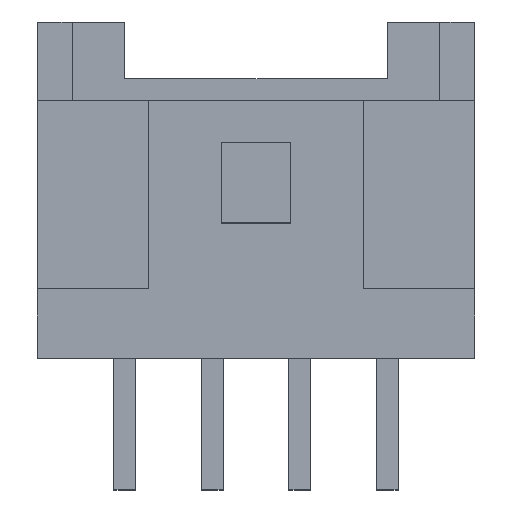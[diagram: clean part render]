
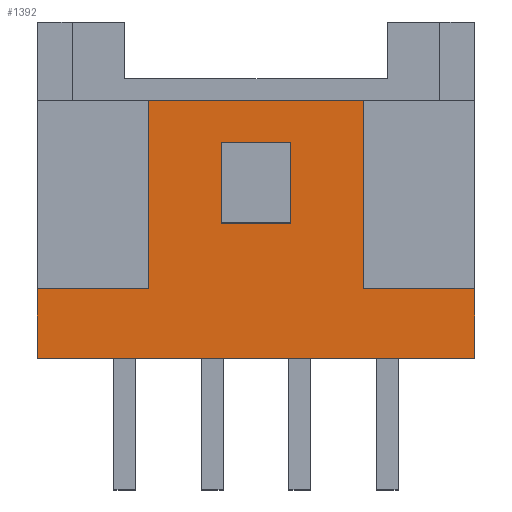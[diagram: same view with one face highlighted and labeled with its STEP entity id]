
A CAD part, top view. The second image highlights one B-rep face of the part: STEP entity #1392.
In plain terms, the highlighted planar face has unit normal (0, 0, 1).
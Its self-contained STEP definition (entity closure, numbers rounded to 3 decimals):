
#429 = DIRECTION ( 'NONE',  ( 0., -1., 0. ) ) ;
#430 = VECTOR ( 'NONE', #429, 1000. ) ;
#447 = CARTESIAN_POINT ( 'NONE',  ( 5., -2.25, 2. ) ) ;
#448 = LINE ( 'NONE', #447, #430 ) ;
#513 = DIRECTION ( 'NONE',  ( -1., 0., 0. ) ) ;
#514 = VECTOR ( 'NONE', #513, 1000. ) ;
#515 = CARTESIAN_POINT ( 'NONE',  ( 5., -2.25, 2. ) ) ;
#516 = LINE ( 'NONE', #515, #514 ) ;
#538 = CARTESIAN_POINT ( 'NONE',  ( 2.45, 2.05, 2. ) ) ;
#540 = DIRECTION ( 'NONE',  ( -1., 0., 0. ) ) ;
#541 = VECTOR ( 'NONE', #540, 1000. ) ;
#542 = CARTESIAN_POINT ( 'NONE',  ( -2.45, 2.05, 2. ) ) ;
#543 = LINE ( 'NONE', #542, #541 ) ;
#545 = CARTESIAN_POINT ( 'NONE',  ( -2.45, 2.05, 2. ) ) ;
#556 = CARTESIAN_POINT ( 'NONE',  ( 2.45, -2.25, 2. ) ) ;
#572 = CARTESIAN_POINT ( 'NONE',  ( 5., -2.25, 2. ) ) ;
#829 = CARTESIAN_POINT ( 'NONE',  ( -5., -3.85, 2. ) ) ;
#830 = VECTOR ( 'NONE', #831, 1000. ) ;
#831 = DIRECTION ( 'NONE',  ( -1., 0., 0. ) ) ;
#832 = CARTESIAN_POINT ( 'NONE',  ( 5., -3.85, 2. ) ) ;
#833 = LINE ( 'NONE', #832, #830 ) ;
#834 = CARTESIAN_POINT ( 'NONE',  ( 5., -3.85, 2. ) ) ;
#844 = CARTESIAN_POINT ( 'NONE',  ( -5., -2.25, 2. ) ) ;
#845 = DIRECTION ( 'NONE',  ( 0., -1., 0. ) ) ;
#846 = VECTOR ( 'NONE', #845, 1000. ) ;
#847 = CARTESIAN_POINT ( 'NONE',  ( -5., -2.25, 2. ) ) ;
#848 = LINE ( 'NONE', #847, #846 ) ;
#1068 = EDGE_CURVE ( 'NONE', #1148, #1234, #448, .T. ) ;
#1105 = VERTEX_POINT ( 'NONE', #545 ) ;
#1140 = EDGE_CURVE ( 'NONE', #1141, #1105, #543, .T. ) ;
#1141 = VERTEX_POINT ( 'NONE', #538 ) ;
#1145 = VERTEX_POINT ( 'NONE', #556 ) ;
#1147 = EDGE_CURVE ( 'NONE', #1148, #1145, #516, .T. ) ;
#1148 = VERTEX_POINT ( 'NONE', #572 ) ;
#1234 = VERTEX_POINT ( 'NONE', #834 ) ;
#1237 = EDGE_CURVE ( 'NONE', #1234, #1238, #833, .T. ) ;
#1238 = VERTEX_POINT ( 'NONE', #829 ) ;
#1305 = EDGE_CURVE ( 'NONE', #1306, #1238, #848, .T. ) ;
#1306 = VERTEX_POINT ( 'NONE', #844 ) ;
#1362 = VERTEX_POINT ( 'NONE', #2615 ) ;
#1363 = ORIENTED_EDGE ( 'NONE', *, *, #1385, .T. ) ;
#1369 = VERTEX_POINT ( 'NONE', #2609 ) ;
#1371 = EDGE_CURVE ( 'NONE', #1374, #1369, #2608, .T. ) ;
#1372 = EDGE_CURVE ( 'NONE', #1374, #1362, #2604, .T. ) ;
#1373 = ORIENTED_EDGE ( 'NONE', *, *, #1372, .T. ) ;
#1374 = VERTEX_POINT ( 'NONE', #2600 ) ;
#1375 = VERTEX_POINT ( 'NONE', #2599 ) ;
#1376 = ORIENTED_EDGE ( 'NONE', *, *, #1371, .F. ) ;
#1377 = ORIENTED_EDGE ( 'NONE', *, *, #1068, .F. ) ;
#1378 = EDGE_CURVE ( 'NONE', #1369, #1375, #2156, .T. ) ;
#1379 = ORIENTED_EDGE ( 'NONE', *, *, #1378, .F. ) ;
#1380 = EDGE_CURVE ( 'NONE', #1145, #1141, #2269, .T. ) ;
#1381 = ORIENTED_EDGE ( 'NONE', *, *, #1147, .T. ) ;
#1384 = ORIENTED_EDGE ( 'NONE', *, *, #1237, .F. ) ;
#1385 = EDGE_CURVE ( 'NONE', #1362, #1375, #2264, .T. ) ;
#1386 = EDGE_LOOP ( 'NONE', ( #1388, #1384, #1377, #1381, #1389, #1397, #1398, #1404 ) ) ;
#1387 = EDGE_LOOP ( 'NONE', ( #1379, #1376, #1373, #1363 ) ) ;
#1388 = ORIENTED_EDGE ( 'NONE', *, *, #1305, .T. ) ;
#1389 = ORIENTED_EDGE ( 'NONE', *, *, #1380, .T. ) ;
#1392 = ADVANCED_FACE ( 'NONE', ( #2260, #2259 ), #2258, .F. ) ;
#1397 = ORIENTED_EDGE ( 'NONE', *, *, #1140, .T. ) ;
#1398 = ORIENTED_EDGE ( 'NONE', *, *, #1401, .T. ) ;
#1400 = VERTEX_POINT ( 'NONE', #2243 ) ;
#1401 = EDGE_CURVE ( 'NONE', #1105, #1400, #2242, .T. ) ;
#1404 = ORIENTED_EDGE ( 'NONE', *, *, #1405, .T. ) ;
#1405 = EDGE_CURVE ( 'NONE', #1400, #1306, #2212, .T. ) ;
#2155 = CARTESIAN_POINT ( 'NONE',  ( 0.8, 1.09, 2. ) ) ;
#2156 = LINE ( 'NONE', #2155, #2271 ) ;
#2209 = DIRECTION ( 'NONE',  ( -1., 0., 0. ) ) ;
#2210 = VECTOR ( 'NONE', #2209, 1000. ) ;
#2211 = CARTESIAN_POINT ( 'NONE',  ( 5., -2.25, 2. ) ) ;
#2212 = LINE ( 'NONE', #2211, #2210 ) ;
#2239 = DIRECTION ( 'NONE',  ( 0., -1., 0. ) ) ;
#2240 = VECTOR ( 'NONE', #2239, 1000. ) ;
#2241 = CARTESIAN_POINT ( 'NONE',  ( -2.45, 2.05, 2. ) ) ;
#2242 = LINE ( 'NONE', #2241, #2240 ) ;
#2243 = CARTESIAN_POINT ( 'NONE',  ( -2.45, -2.25, 2. ) ) ;
#2254 = DIRECTION ( 'NONE',  ( -1., 0., 0. ) ) ;
#2255 = DIRECTION ( 'NONE',  ( 0., 0., -1. ) ) ;
#2256 = CARTESIAN_POINT ( 'NONE',  ( 5., -2.25, 2. ) ) ;
#2257 = AXIS2_PLACEMENT_3D ( 'NONE', #2256, #2255, #2254 ) ;
#2258 = PLANE ( 'NONE',  #2257 ) ;
#2259 = FACE_OUTER_BOUND ( 'NONE', #1386, .T. ) ;
#2260 = FACE_BOUND ( 'NONE', #1387, .T. ) ;
#2261 = DIRECTION ( 'NONE',  ( 0., 1., 0. ) ) ;
#2262 = VECTOR ( 'NONE', #2261, 1000. ) ;
#2263 = CARTESIAN_POINT ( 'NONE',  ( -0.8, -0.75, 2. ) ) ;
#2264 = LINE ( 'NONE', #2263, #2262 ) ;
#2266 = DIRECTION ( 'NONE',  ( 0., 1., 0. ) ) ;
#2267 = VECTOR ( 'NONE', #2266, 1000. ) ;
#2268 = CARTESIAN_POINT ( 'NONE',  ( 2.45, 2.05, 2. ) ) ;
#2269 = LINE ( 'NONE', #2268, #2267 ) ;
#2270 = DIRECTION ( 'NONE',  ( -1., 0., 0. ) ) ;
#2271 = VECTOR ( 'NONE', #2270, 1000. ) ;
#2599 = CARTESIAN_POINT ( 'NONE',  ( -0.8, 1.09, 2. ) ) ;
#2600 = CARTESIAN_POINT ( 'NONE',  ( 0.8, -0.75, 2. ) ) ;
#2601 = DIRECTION ( 'NONE',  ( -1., 0., 0. ) ) ;
#2602 = VECTOR ( 'NONE', #2601, 1000. ) ;
#2603 = CARTESIAN_POINT ( 'NONE',  ( 0.8, -0.75, 2. ) ) ;
#2604 = LINE ( 'NONE', #2603, #2602 ) ;
#2605 = DIRECTION ( 'NONE',  ( 0., 1., 0. ) ) ;
#2606 = VECTOR ( 'NONE', #2605, 1000. ) ;
#2607 = CARTESIAN_POINT ( 'NONE',  ( 0.8, -0.75, 2. ) ) ;
#2608 = LINE ( 'NONE', #2607, #2606 ) ;
#2609 = CARTESIAN_POINT ( 'NONE',  ( 0.8, 1.09, 2. ) ) ;
#2615 = CARTESIAN_POINT ( 'NONE',  ( -0.8, -0.75, 2. ) ) ;
